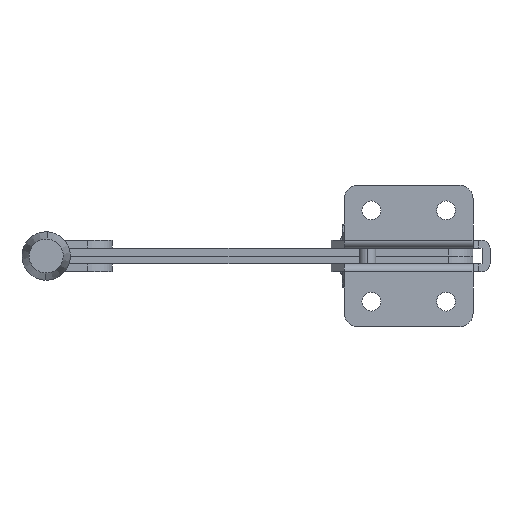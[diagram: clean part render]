
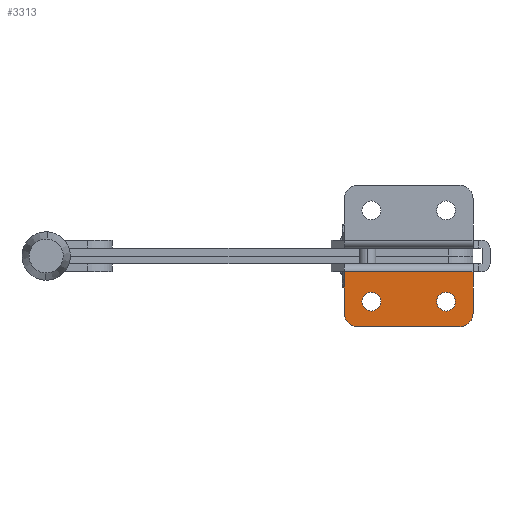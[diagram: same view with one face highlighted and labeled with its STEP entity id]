
A CAD part, front view. The second image highlights one B-rep face of the part: STEP entity #3313.
In plain terms, the highlighted planar face has unit normal (0, -1, 0).
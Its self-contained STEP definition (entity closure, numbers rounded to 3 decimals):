
#2855 = EDGE_CURVE ( 'NONE', #2878, #2879, #18178, .T. ) ;
#2866 = VERTEX_POINT ( 'NONE', #18165 ) ;
#2867 = EDGE_CURVE ( 'NONE', #2868, #2866, #18163, .T. ) ;
#2868 = VERTEX_POINT ( 'NONE', #18220 ) ;
#2878 = VERTEX_POINT ( 'NONE', #18212 ) ;
#2879 = VERTEX_POINT ( 'NONE', #18206 ) ;
#3249 = ORIENTED_EDGE ( 'NONE', *, *, #3322, .T. ) ;
#3250 = ORIENTED_EDGE ( 'NONE', *, *, #3331, .F. ) ;
#3251 = EDGE_LOOP ( 'NONE', ( #3254, #3250 ) ) ;
#3254 = ORIENTED_EDGE ( 'NONE', *, *, #2867, .F. ) ;
#3299 = EDGE_CURVE ( 'NONE', #3320, #3315, #19791, .T. ) ;
#3300 = VERTEX_POINT ( 'NONE', #19807 ) ;
#3301 = EDGE_CURVE ( 'NONE', #3315, #3300, #19783, .T. ) ;
#3302 = ORIENTED_EDGE ( 'NONE', *, *, #3303, .F. ) ;
#3303 = EDGE_CURVE ( 'NONE', #2879, #2878, #19787, .T. ) ;
#3304 = EDGE_CURVE ( 'NONE', #3300, #3316, #19797, .T. ) ;
#3306 = ORIENTED_EDGE ( 'NONE', *, *, #3304, .T. ) ;
#3308 = ORIENTED_EDGE ( 'NONE', *, *, #2855, .F. ) ;
#3312 = EDGE_LOOP ( 'NONE', ( #3317, #3318, #3249, #3329, #3324, #3306 ) ) ;
#3313 = ADVANCED_FACE ( 'NONE', ( #19835, #19834, #19833 ), #19828, .F. ) ;
#3314 = EDGE_CURVE ( 'NONE', #3327, #3316, #19830, .T. ) ;
#3315 = VERTEX_POINT ( 'NONE', #19823 ) ;
#3316 = VERTEX_POINT ( 'NONE', #19831 ) ;
#3317 = ORIENTED_EDGE ( 'NONE', *, *, #3314, .F. ) ;
#3318 = ORIENTED_EDGE ( 'NONE', *, *, #3319, .T. ) ;
#3319 = EDGE_CURVE ( 'NONE', #3327, #3326, #19818, .T. ) ;
#3320 = VERTEX_POINT ( 'NONE', #19819 ) ;
#3322 = EDGE_CURVE ( 'NONE', #3326, #3320, #19810, .T. ) ;
#3323 = EDGE_LOOP ( 'NONE', ( #3308, #3302 ) ) ;
#3324 = ORIENTED_EDGE ( 'NONE', *, *, #3301, .T. ) ;
#3326 = VERTEX_POINT ( 'NONE', #19811 ) ;
#3327 = VERTEX_POINT ( 'NONE', #19867 ) ;
#3329 = ORIENTED_EDGE ( 'NONE', *, *, #3299, .T. ) ;
#3331 = EDGE_CURVE ( 'NONE', #2866, #2868, #19812, .T. ) ;
#18163 = CIRCLE ( 'NONE', #18217, 3.6 ) ;
#18165 = CARTESIAN_POINT ( 'NONE',  ( -6.7, 0., -11.45 ) ) ;
#18169 = DIRECTION ( 'NONE',  ( -1., 0., 0. ) ) ;
#18170 = DIRECTION ( 'NONE',  ( 0., -1., 0. ) ) ;
#18171 = CARTESIAN_POINT ( 'NONE',  ( -38.9, 0., -11.45 ) ) ;
#18178 = CIRCLE ( 'NONE', #18179, 3.6 ) ;
#18179 = AXIS2_PLACEMENT_3D ( 'NONE', #18171, #18170, #18169 ) ;
#18206 = CARTESIAN_POINT ( 'NONE',  ( -35.3, 0., -11.45 ) ) ;
#18212 = CARTESIAN_POINT ( 'NONE',  ( -42.5, 0., -11.45 ) ) ;
#18214 = DIRECTION ( 'NONE',  ( -1., 0., 0. ) ) ;
#18215 = DIRECTION ( 'NONE',  ( 0., -1., 0. ) ) ;
#18216 = CARTESIAN_POINT ( 'NONE',  ( -10.3, 0., -11.45 ) ) ;
#18217 = AXIS2_PLACEMENT_3D ( 'NONE', #18216, #18215, #18214 ) ;
#18220 = CARTESIAN_POINT ( 'NONE',  ( -13.9, 0., -11.45 ) ) ;
#19773 = DIRECTION ( 'NONE',  ( -1., 0., 0. ) ) ;
#19774 = DIRECTION ( 'NONE',  ( 0., -1., 0. ) ) ;
#19775 = DIRECTION ( 'NONE',  ( 0., -1., 0. ) ) ;
#19780 = DIRECTION ( 'NONE',  ( 1., 0., 0. ) ) ;
#19781 = VECTOR ( 'NONE', #19780, 1000. ) ;
#19782 = CARTESIAN_POINT ( 'NONE',  ( -49.2, 0., -21. ) ) ;
#19783 = LINE ( 'NONE', #19782, #19781 ) ;
#19784 = AXIS2_PLACEMENT_3D ( 'NONE', #19793, #19774, #19773 ) ;
#19786 = DIRECTION ( 'NONE',  ( -1., 0., 0. ) ) ;
#19787 = CIRCLE ( 'NONE', #19784, 3.6 ) ;
#19789 = DIRECTION ( 'NONE',  ( -1., 0., 0. ) ) ;
#19790 = AXIS2_PLACEMENT_3D ( 'NONE', #19795, #19792, #19789 ) ;
#19791 = CIRCLE ( 'NONE', #19790, 5. ) ;
#19792 = DIRECTION ( 'NONE',  ( 0., -1., 0. ) ) ;
#19793 = CARTESIAN_POINT ( 'NONE',  ( -38.9, 0., -11.45 ) ) ;
#19794 = AXIS2_PLACEMENT_3D ( 'NONE', #19796, #19775, #19786 ) ;
#19795 = CARTESIAN_POINT ( 'NONE',  ( -44.2, 0., -16. ) ) ;
#19796 = CARTESIAN_POINT ( 'NONE',  ( -5., 0., -16. ) ) ;
#19797 = CIRCLE ( 'NONE', #19794, 5. ) ;
#19807 = CARTESIAN_POINT ( 'NONE',  ( -5., 0., -21. ) ) ;
#19808 = VECTOR ( 'NONE', #19868, 1000. ) ;
#19809 = CARTESIAN_POINT ( 'NONE',  ( -49.2, 0., 12. ) ) ;
#19810 = LINE ( 'NONE', #19809, #19808 ) ;
#19811 = CARTESIAN_POINT ( 'NONE',  ( -49.2, 0., 0. ) ) ;
#19812 = CIRCLE ( 'NONE', #19820, 3.6 ) ;
#19815 = DIRECTION ( 'NONE',  ( -1., 0., 0. ) ) ;
#19816 = VECTOR ( 'NONE', #19815, 1000. ) ;
#19817 = CARTESIAN_POINT ( 'NONE',  ( 0., 0., 0. ) ) ;
#19818 = LINE ( 'NONE', #19817, #19816 ) ;
#19819 = CARTESIAN_POINT ( 'NONE',  ( -49.2, 0., -16. ) ) ;
#19820 = AXIS2_PLACEMENT_3D ( 'NONE', #19864, #19863, #19862 ) ;
#19821 = DIRECTION ( 'NONE',  ( 0., 0., -1. ) ) ;
#19822 = VECTOR ( 'NONE', #19821, 1000. ) ;
#19823 = CARTESIAN_POINT ( 'NONE',  ( -44.2, 0., -21. ) ) ;
#19824 = DIRECTION ( 'NONE',  ( -1., 0., 0. ) ) ;
#19825 = DIRECTION ( 'NONE',  ( 0., 1., 0. ) ) ;
#19826 = CARTESIAN_POINT ( 'NONE',  ( 0., 0., 12. ) ) ;
#19827 = AXIS2_PLACEMENT_3D ( 'NONE', #19826, #19825, #19824 ) ;
#19828 = PLANE ( 'NONE',  #19827 ) ;
#19829 = CARTESIAN_POINT ( 'NONE',  ( 0., 0., 12. ) ) ;
#19830 = LINE ( 'NONE', #19829, #19822 ) ;
#19831 = CARTESIAN_POINT ( 'NONE',  ( 0., 0., -16. ) ) ;
#19833 = FACE_BOUND ( 'NONE', #3323, .T. ) ;
#19834 = FACE_OUTER_BOUND ( 'NONE', #3312, .T. ) ;
#19835 = FACE_BOUND ( 'NONE', #3251, .T. ) ;
#19862 = DIRECTION ( 'NONE',  ( -1., 0., 0. ) ) ;
#19863 = DIRECTION ( 'NONE',  ( 0., -1., 0. ) ) ;
#19864 = CARTESIAN_POINT ( 'NONE',  ( -10.3, 0., -11.45 ) ) ;
#19867 = CARTESIAN_POINT ( 'NONE',  ( 0., 0., 0. ) ) ;
#19868 = DIRECTION ( 'NONE',  ( 0., 0., -1. ) ) ;
